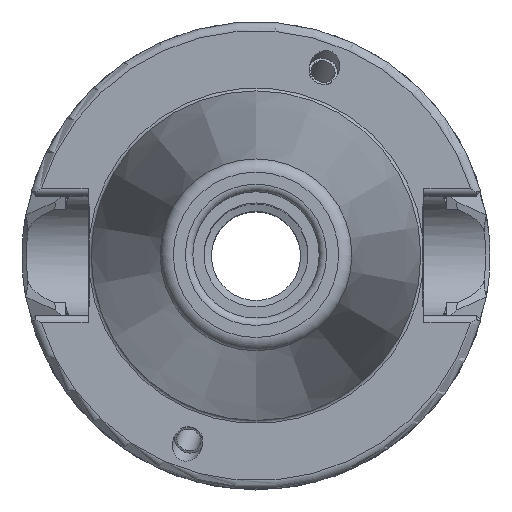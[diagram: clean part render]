
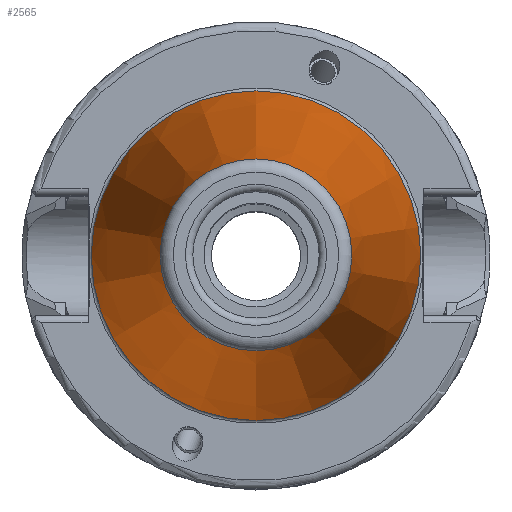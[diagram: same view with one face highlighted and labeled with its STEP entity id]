
A CAD part, top view. The second image highlights one B-rep face of the part: STEP entity #2565.
In plain terms, the highlighted conical face has half-angle 8.297 degrees and reference radius 17.554 mm.
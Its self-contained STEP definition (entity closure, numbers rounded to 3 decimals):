
#427=FACE_OUTER_BOUND('',#597,.T.);
#597=EDGE_LOOP('',(#2399,#2400,#2401,#2402,#2403));
#682=CIRCLE('',#2817,12.912);
#683=CIRCLE('',#2818,12.912);
#715=CIRCLE('',#2870,22.196);
#860=LINE('',#5313,#1005);
#1005=VECTOR('',#3584,17.554);
#1230=VERTEX_POINT('',#5220);
#1231=VERTEX_POINT('',#5222);
#1257=VERTEX_POINT('',#5309);
#1596=EDGE_CURVE('',#1230,#1231,#682,.T.);
#1597=EDGE_CURVE('',#1231,#1230,#683,.T.);
#1637=EDGE_CURVE('',#1257,#1257,#715,.T.);
#1639=EDGE_CURVE('',#1231,#1257,#860,.T.);
#2399=ORIENTED_EDGE('',*,*,#1597,.F.);
#2400=ORIENTED_EDGE('',*,*,#1639,.T.);
#2401=ORIENTED_EDGE('',*,*,#1637,.T.);
#2402=ORIENTED_EDGE('',*,*,#1639,.F.);
#2403=ORIENTED_EDGE('',*,*,#1596,.F.);
#2422=CONICAL_SURFACE('',#2871,17.554,0.145);
#2565=ADVANCED_FACE('',(#427),#2422,.T.);
#2817=AXIS2_PLACEMENT_3D('',#5223,#3465,#3466);
#2818=AXIS2_PLACEMENT_3D('',#5224,#3467,#3468);
#2870=AXIS2_PLACEMENT_3D('',#5310,#3579,#3580);
#2871=AXIS2_PLACEMENT_3D('',#5312,#3582,#3583);
#3465=DIRECTION('center_axis',(0.,0.,1.));
#3466=DIRECTION('ref_axis',(1.,0.,0.));
#3467=DIRECTION('center_axis',(0.,0.,1.));
#3468=DIRECTION('ref_axis',(1.,0.,0.));
#3579=DIRECTION('center_axis',(0.,0.,1.));
#3580=DIRECTION('ref_axis',(1.,0.,0.));
#3582=DIRECTION('center_axis',(0.,0.,-1.));
#3583=DIRECTION('ref_axis',(0.,-1.,0.));
#3584=DIRECTION('',(0.,0.144,-0.99));
#5220=CARTESIAN_POINT('',(12.912,0.,63.86));
#5222=CARTESIAN_POINT('',(0.,12.912,63.86));
#5223=CARTESIAN_POINT('Origin',(0.,0.,63.86));
#5224=CARTESIAN_POINT('Origin',(0.,0.,63.86));
#5309=CARTESIAN_POINT('',(0.,22.196,0.2));
#5310=CARTESIAN_POINT('Origin',(0.,0.,0.2));
#5312=CARTESIAN_POINT('Origin',(0.,0.,32.03));
#5313=CARTESIAN_POINT('',(0.,17.554,32.03));
